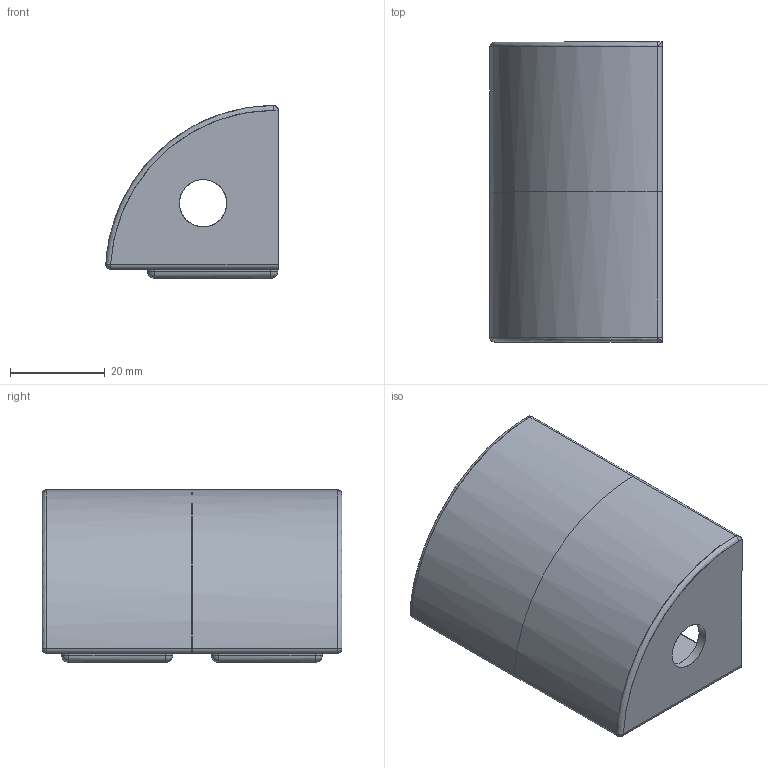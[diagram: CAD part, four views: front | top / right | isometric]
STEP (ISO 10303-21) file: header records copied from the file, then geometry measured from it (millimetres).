
FILE_DESCRIPTION((''),'2;1');
FILE_NAME('BI.stp','2021-05-16T19:03:45',(''),(''),'AutoCAD STEP 2000i','AutoCAD 2000i',', , ');
FILE_SCHEMA(('CONFIG_CONTROL_DESIGN'));
Length unit declared in the file: millimetre
Products named in the file (1): BI
Bounding box: 36.49 x 63.45 x 36.55 mm (x, y, z)
Surface area: 14812 mm2 (no closed solid volume)
Topology: 0 solids, 0 shells, 108 faces, 442 edges, 424 vertices
Faces by surface type: bspline 108
Entity records: 7074 total; most frequent: CARTESIAN_POINT 5097, QUASI_UNIFORM_CURVE 676, PCURVE 432, COMPOSITE_CURVE_SEGMENT 432, OUTER_BOUNDARY_CURVE 108, CURVE_BOUNDED_SURFACE 108, B_SPLINE_CURVE_WITH_KNOTS 60, QUASI_UNIFORM_SURFACE 50
